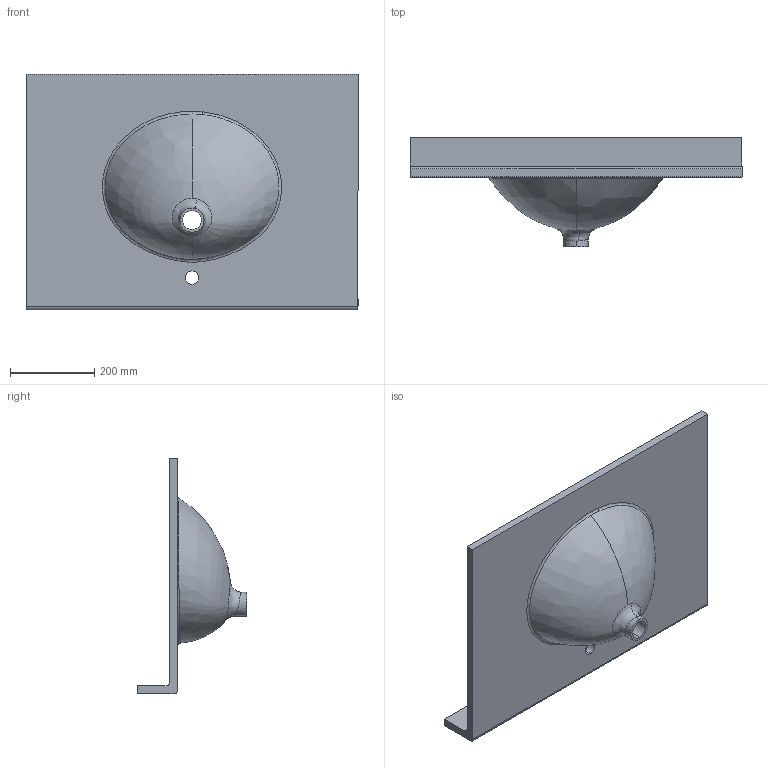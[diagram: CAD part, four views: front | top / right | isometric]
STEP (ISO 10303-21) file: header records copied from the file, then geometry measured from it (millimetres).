
FILE_DESCRIPTION (( 'STEP AP214' ), '1' );
FILE_NAME ('VT1B2231.STEP', '2021-03-31T07:07:47', ( '' ), ( '' ), 'SwSTEP 2.0', 'SolidWorks 2020', '' );
FILE_SCHEMA (( 'AUTOMOTIVE_DESIGN' ));
Length unit declared in the file: inch
Products named in the file (1): VT1B2231
Bounding box: 787.4 x 260.35 x 558.8 mm (x, y, z)
Volume: 8476476.5 mm3; surface area: 1171992.4 mm2
Topology: 1 solids, 1 shells, 25 faces, 66 edges, 44 vertices
Faces by surface type: plane 9, bspline 8, cylinder 8
Entity records: 8758 total; most frequent: CARTESIAN_POINT 8144, ORIENTED_EDGE 132, DIRECTION 98, EDGE_CURVE 66, VERTEX_POINT 44, AXIS2_PLACEMENT_3D 36, EDGE_LOOP 30, VECTOR 26
